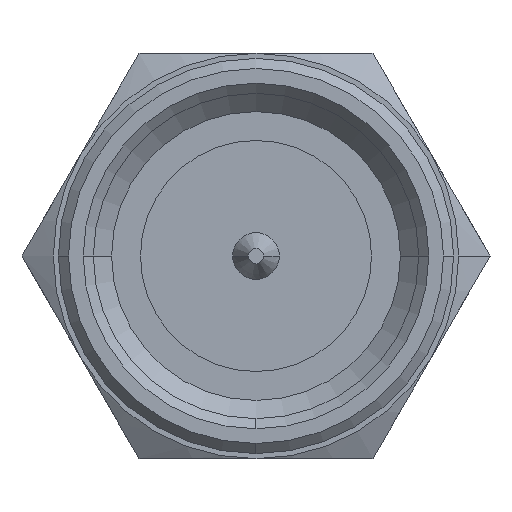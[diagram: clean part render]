
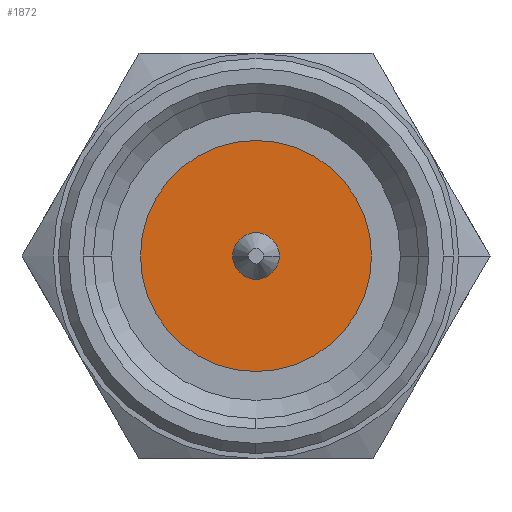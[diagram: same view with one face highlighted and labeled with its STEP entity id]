
A CAD part, left-side view. The second image highlights one B-rep face of the part: STEP entity #1872.
In plain terms, the highlighted planar face has unit normal (-1, 0, 0).
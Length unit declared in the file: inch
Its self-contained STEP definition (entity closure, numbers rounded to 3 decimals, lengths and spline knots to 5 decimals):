
#3 = DIRECTION ( 'NONE',  ( 0., -1., 0. ) ) ;
#49 = CIRCLE ( 'NONE', #2752, 0.08976 ) ;
#66 = CARTESIAN_POINT ( 'NONE',  ( 0.12402, 0.01811, 0. ) ) ;
#91 = EDGE_CURVE ( 'NONE', #1368, #1939, #2327, .T. ) ;
#117 = DIRECTION ( 'NONE',  ( -1., 0., 0. ) ) ;
#425 = VERTEX_POINT ( 'NONE', #864 ) ;
#427 = FACE_OUTER_BOUND ( 'NONE', #542, .T. ) ;
#471 = DIRECTION ( 'NONE',  ( 1., 0., 0. ) ) ;
#511 = DIRECTION ( 'NONE',  ( -1., 0., 0. ) ) ;
#542 = EDGE_LOOP ( 'NONE', ( #2905, #2626 ) ) ;
#636 = EDGE_CURVE ( 'NONE', #1368, #1939, #49, .T. ) ;
#864 = CARTESIAN_POINT ( 'NONE',  ( 0.12402, -0.01811, 0. ) ) ;
#964 = CARTESIAN_POINT ( 'NONE',  ( 0.12402, -0.08976, 0. ) ) ;
#1029 = EDGE_CURVE ( 'NONE', #1265, #425, #1557, .T. ) ;
#1103 = DIRECTION ( 'NONE',  ( 0., 0., 1. ) ) ;
#1161 = DIRECTION ( 'NONE',  ( -1., 0., 0. ) ) ;
#1263 = DIRECTION ( 'NONE',  ( 0., 1., 0. ) ) ;
#1265 = VERTEX_POINT ( 'NONE', #66 ) ;
#1368 = VERTEX_POINT ( 'NONE', #1485 ) ;
#1387 = DIRECTION ( 'NONE',  ( 0., 1., 0. ) ) ;
#1485 = CARTESIAN_POINT ( 'NONE',  ( 0.12402, 0.08976, 0. ) ) ;
#1501 = AXIS2_PLACEMENT_3D ( 'NONE', #1853, #1811, #1103 ) ;
#1506 = CARTESIAN_POINT ( 'NONE',  ( 0.12402, 0., 0. ) ) ;
#1557 = CIRCLE ( 'NONE', #2710, 0.01811 ) ;
#1560 = PLANE ( 'NONE',  #1501 ) ;
#1664 = DIRECTION ( 'NONE',  ( 0., 1., 0. ) ) ;
#1811 = DIRECTION ( 'NONE',  ( -1., 0., 0. ) ) ;
#1853 = CARTESIAN_POINT ( 'NONE',  ( 0.12402, 0., 0. ) ) ;
#1872 = ADVANCED_FACE ( 'NONE', ( #3003, #427 ), #1560, .T. ) ;
#1926 = CARTESIAN_POINT ( 'NONE',  ( 0.12402, 0., 0. ) ) ;
#1939 = VERTEX_POINT ( 'NONE', #964 ) ;
#1968 = EDGE_CURVE ( 'NONE', #425, #1265, #2601, .T. ) ;
#2071 = ORIENTED_EDGE ( 'NONE', *, *, #1029, .F. ) ;
#2327 = CIRCLE ( 'NONE', #2733, 0.08976 ) ;
#2341 = CARTESIAN_POINT ( 'NONE',  ( 0.12402, 0., 0. ) ) ;
#2572 = EDGE_LOOP ( 'NONE', ( #2600, #2071 ) ) ;
#2600 = ORIENTED_EDGE ( 'NONE', *, *, #1968, .F. ) ;
#2601 = CIRCLE ( 'NONE', #2800, 0.01811 ) ;
#2612 = CARTESIAN_POINT ( 'NONE',  ( 0.12402, 0., 0. ) ) ;
#2626 = ORIENTED_EDGE ( 'NONE', *, *, #636, .F. ) ;
#2710 = AXIS2_PLACEMENT_3D ( 'NONE', #2341, #1161, #1387 ) ;
#2733 = AXIS2_PLACEMENT_3D ( 'NONE', #1506, #117, #1263 ) ;
#2752 = AXIS2_PLACEMENT_3D ( 'NONE', #2612, #471, #1664 ) ;
#2800 = AXIS2_PLACEMENT_3D ( 'NONE', #1926, #511, #3 ) ;
#2905 = ORIENTED_EDGE ( 'NONE', *, *, #91, .T. ) ;
#3003 = FACE_BOUND ( 'NONE', #2572, .T. ) ;
